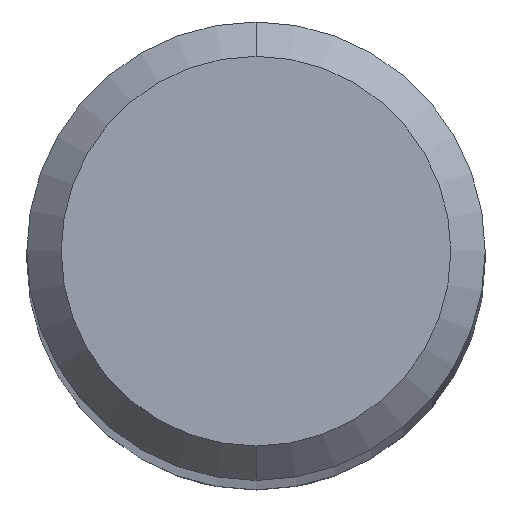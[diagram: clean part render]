
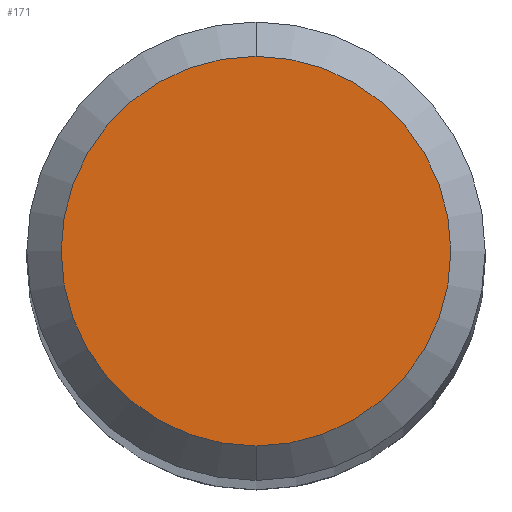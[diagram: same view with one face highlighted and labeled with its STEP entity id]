
A CAD part, top view. The second image highlights one B-rep face of the part: STEP entity #171.
In plain terms, the highlighted planar face has unit normal (0, 0, 1).
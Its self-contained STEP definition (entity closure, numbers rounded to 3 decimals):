
#101=VERTEX_POINT('',#219);
#145=EDGE_CURVE('',#147,#101,#269,.T.);
#147=VERTEX_POINT('',#271);
#149=EDGE_CURVE('',#101,#147,#273,.T.);
#171=ADVANCED_FACE('',(#295),#296,.T.);
#219=CARTESIAN_POINT('',(0.,-1.7,0.0));
#269=CIRCLE('',#404,1.7);
#271=CARTESIAN_POINT('',(0.0,1.7,0.0));
#273=CIRCLE('',#409,1.7);
#295=FACE_OUTER_BOUND('',#439,.T.);
#296=PLANE('',#440);
#404=AXIS2_PLACEMENT_3D('',#549,#550,#551);
#409=AXIS2_PLACEMENT_3D('',#552,#553,#554);
#439=EDGE_LOOP('',(#570,#571));
#440=AXIS2_PLACEMENT_3D('',#572,#573,#574);
#549=CARTESIAN_POINT('',(0.0,0.0,0.0));
#550=DIRECTION('',(0.0,0.0,-1.0));
#551=DIRECTION('',(0.0,1.0,0.0));
#552=CARTESIAN_POINT('',(0.0,0.0,0.0));
#553=DIRECTION('',(0.0,0.0,-1.0));
#554=DIRECTION('',(0.0,1.0,0.0));
#570=ORIENTED_EDGE('',*,*,#145,.F.);
#571=ORIENTED_EDGE('',*,*,#149,.F.);
#572=CARTESIAN_POINT('',(0.0,0.85,0.0));
#573=DIRECTION('',(-0.0,0.0,1.0));
#574=DIRECTION('',(0.0,-1.0,0.0));
